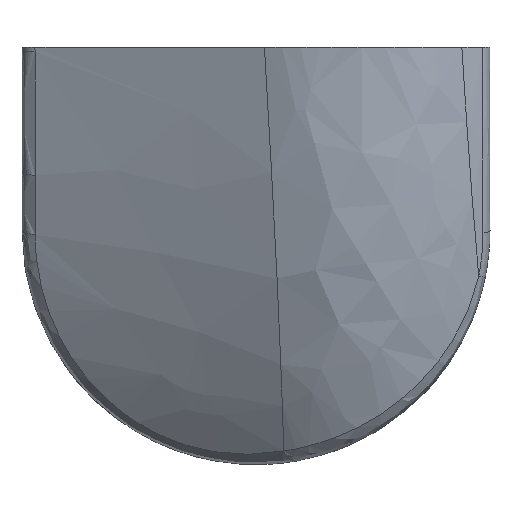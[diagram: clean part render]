
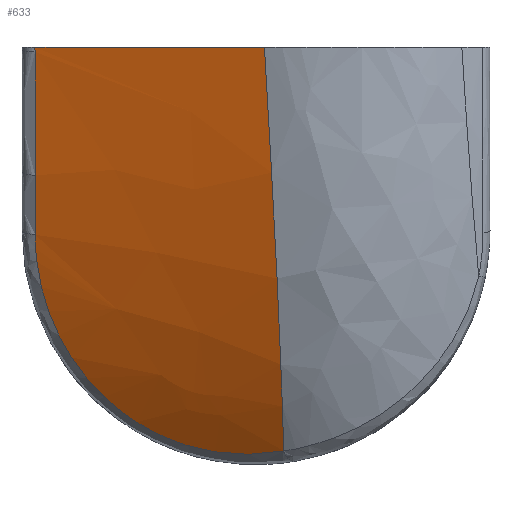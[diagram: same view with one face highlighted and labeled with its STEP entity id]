
A CAD part, left-side view. The second image highlights one B-rep face of the part: STEP entity #633.
In plain terms, the highlighted free-form (B-spline) face has degree [3, 3] with [4, 4] control points.
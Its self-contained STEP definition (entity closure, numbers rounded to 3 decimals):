
#29=B_SPLINE_SURFACE_WITH_KNOTS('',3,3,((#1082,#1083,#1084,#1085),(#1086,
#1087,#1088,#1089),(#1090,#1091,#1092,#1093),(#1094,#1095,#1096,#1097)),
 .UNSPECIFIED.,.F.,.F.,.F.,(4,4),(4,4),(0.267,0.769),
(0.219,0.321),.UNSPECIFIED.);
#51=FACE_OUTER_BOUND('',#95,.T.);
#95=EDGE_LOOP('',(#443,#444,#445,#446,#447,#448));
#139=B_SPLINE_CURVE_WITH_KNOTS('',3,(#926,#927,#928,#929,#930,#931),
 .UNSPECIFIED.,.F.,.F.,(4,2,4),(-5.666,-2.852,-1.989),
 .UNSPECIFIED.);
#149=B_SPLINE_CURVE_WITH_KNOTS('',3,(#1099,#1100,#1101,#1102),
 .UNSPECIFIED.,.F.,.F.,(4,4),(0.,0.068),.UNSPECIFIED.);
#150=B_SPLINE_CURVE_WITH_KNOTS('',3,(#1104,#1105,#1106,#1107),
 .UNSPECIFIED.,.F.,.F.,(4,4),(3.577,5.411),
 .UNSPECIFIED.);
#151=B_SPLINE_CURVE_WITH_KNOTS('',3,(#1109,#1110,#1111,#1112),
 .UNSPECIFIED.,.F.,.F.,(4,4),(0.,0.888),.UNSPECIFIED.);
#152=B_SPLINE_CURVE_WITH_KNOTS('',3,(#1114,#1115,#1116,#1117,#1118,#1119,
#1120,#1121,#1122,#1123),.UNSPECIFIED.,.F.,.F.,(4,1,1,1,1,1,1,4),(0.,
0.816,1.632,2.447,3.263,4.079,
4.895,5.711),.UNSPECIFIED.);
#153=B_SPLINE_CURVE_WITH_KNOTS('',3,(#1124,#1125,#1126,#1127,#1128,#1129,
#1130,#1131),.UNSPECIFIED.,.F.,.F.,(4,1,1,1,1,4),(-39.949,-37.788,
-36.348,-35.628,-35.268,-34.908),
 .UNSPECIFIED.);
#268=VERTEX_POINT('',#878);
#269=VERTEX_POINT('',#925);
#283=VERTEX_POINT('',#1098);
#284=VERTEX_POINT('',#1103);
#285=VERTEX_POINT('',#1108);
#286=VERTEX_POINT('',#1113);
#328=EDGE_CURVE('',#269,#268,#139,.T.);
#343=EDGE_CURVE('',#283,#268,#149,.T.);
#344=EDGE_CURVE('',#284,#283,#150,.T.);
#345=EDGE_CURVE('',#285,#284,#151,.T.);
#346=EDGE_CURVE('',#286,#285,#152,.T.);
#347=EDGE_CURVE('',#269,#286,#153,.T.);
#443=ORIENTED_EDGE('',*,*,#328,.T.);
#444=ORIENTED_EDGE('',*,*,#343,.F.);
#445=ORIENTED_EDGE('',*,*,#344,.F.);
#446=ORIENTED_EDGE('',*,*,#345,.F.);
#447=ORIENTED_EDGE('',*,*,#346,.F.);
#448=ORIENTED_EDGE('',*,*,#347,.F.);
#633=ADVANCED_FACE('',(#51),#29,.F.);
#878=CARTESIAN_POINT('',(-112.986,394.061,-527.57));
#925=CARTESIAN_POINT('',(-126.179,359.741,-527.57));
#926=CARTESIAN_POINT('Ctrl Pts',(-126.179,359.741,-527.57));
#927=CARTESIAN_POINT('Ctrl Pts',(-122.761,368.472,-527.57));
#928=CARTESIAN_POINT('Ctrl Pts',(-119.379,377.228,-527.57));
#929=CARTESIAN_POINT('Ctrl Pts',(-115.02,388.679,-527.57));
#930=CARTESIAN_POINT('Ctrl Pts',(-114.001,391.369,-527.57));
#931=CARTESIAN_POINT('Ctrl Pts',(-112.986,394.061,-527.57));
#1082=CARTESIAN_POINT('Ctrl Pts',(-113.368,394.054,-520.334));
#1083=CARTESIAN_POINT('Ctrl Pts',(-112.425,394.077,-543.77));
#1084=CARTESIAN_POINT('Ctrl Pts',(-108.798,394.111,-565.578));
#1085=CARTESIAN_POINT('Ctrl Pts',(-100.192,394.158,-580.387));
#1086=CARTESIAN_POINT('Ctrl Pts',(-117.668,382.536,-522.763));
#1087=CARTESIAN_POINT('Ctrl Pts',(-116.469,382.178,-546.742));
#1088=CARTESIAN_POINT('Ctrl Pts',(-112.505,381.792,-569.071));
#1089=CARTESIAN_POINT('Ctrl Pts',(-103.46,381.431,-584.241));
#1090=CARTESIAN_POINT('Ctrl Pts',(-121.968,371.019,-525.192));
#1091=CARTESIAN_POINT('Ctrl Pts',(-120.513,370.278,-549.713));
#1092=CARTESIAN_POINT('Ctrl Pts',(-116.211,369.473,-572.563));
#1093=CARTESIAN_POINT('Ctrl Pts',(-106.728,368.704,-588.096));
#1094=CARTESIAN_POINT('Ctrl Pts',(-126.268,359.502,-527.62));
#1095=CARTESIAN_POINT('Ctrl Pts',(-124.557,358.379,-552.685));
#1096=CARTESIAN_POINT('Ctrl Pts',(-119.918,357.155,-576.056));
#1097=CARTESIAN_POINT('Ctrl Pts',(-109.996,355.978,-591.95));
#1098=CARTESIAN_POINT('',(-112.942,394.055,-528.258));
#1099=CARTESIAN_POINT('Ctrl Pts',(-112.942,394.055,-528.258));
#1100=CARTESIAN_POINT('Ctrl Pts',(-112.957,394.056,-528.029));
#1101=CARTESIAN_POINT('Ctrl Pts',(-112.972,394.058,-527.799));
#1102=CARTESIAN_POINT('Ctrl Pts',(-112.986,394.061,-527.57));
#1103=CARTESIAN_POINT('',(-110.921,394.032,-546.713));
#1104=CARTESIAN_POINT('Ctrl Pts',(-110.921,394.032,-546.713));
#1105=CARTESIAN_POINT('Ctrl Pts',(-111.889,394.037,-540.58));
#1106=CARTESIAN_POINT('Ctrl Pts',(-112.524,394.045,-534.423));
#1107=CARTESIAN_POINT('Ctrl Pts',(-112.942,394.055,-528.258));
#1108=CARTESIAN_POINT('',(-109.253,394.027,-555.606));
#1109=CARTESIAN_POINT('Ctrl Pts',(-109.253,394.027,-555.606));
#1110=CARTESIAN_POINT('Ctrl Pts',(-109.903,394.028,-552.654));
#1111=CARTESIAN_POINT('Ctrl Pts',(-110.451,394.03,-549.687));
#1112=CARTESIAN_POINT('Ctrl Pts',(-110.921,394.032,-546.713));
#1113=CARTESIAN_POINT('',(-112.045,356.85,-587.953));
#1114=CARTESIAN_POINT('Ctrl Pts',(-112.045,356.85,-587.953));
#1115=CARTESIAN_POINT('Ctrl Pts',(-110.766,359.229,-588.383));
#1116=CARTESIAN_POINT('Ctrl Pts',(-108.378,364.165,-588.71));
#1117=CARTESIAN_POINT('Ctrl Pts',(-105.803,371.865,-587.311));
#1118=CARTESIAN_POINT('Ctrl Pts',(-104.701,379.281,-583.795));
#1119=CARTESIAN_POINT('Ctrl Pts',(-104.956,385.631,-578.373));
#1120=CARTESIAN_POINT('Ctrl Pts',(-106.037,390.408,-571.532));
#1121=CARTESIAN_POINT('Ctrl Pts',(-107.522,393.363,-563.773));
#1122=CARTESIAN_POINT('Ctrl Pts',(-108.656,394.027,-558.319));
#1123=CARTESIAN_POINT('Ctrl Pts',(-109.253,394.027,-555.606));
#1124=CARTESIAN_POINT('Ctrl Pts',(-126.179,359.741,-527.57));
#1125=CARTESIAN_POINT('Ctrl Pts',(-125.683,359.276,-535.49));
#1126=CARTESIAN_POINT('Ctrl Pts',(-124.352,358.507,-548.859));
#1127=CARTESIAN_POINT('Ctrl Pts',(-120.803,357.658,-565.841));
#1128=CARTESIAN_POINT('Ctrl Pts',(-117.34,357.227,-576.47));
#1129=CARTESIAN_POINT('Ctrl Pts',(-114.671,357.006,-582.852));
#1130=CARTESIAN_POINT('Ctrl Pts',(-113.007,356.902,-586.209));
#1131=CARTESIAN_POINT('Ctrl Pts',(-112.045,356.85,-587.953));
